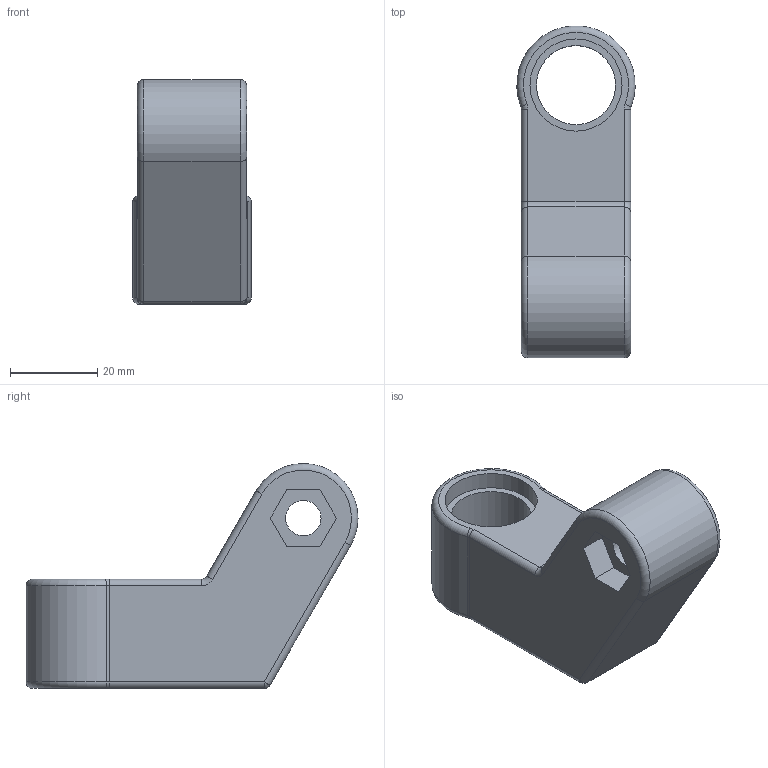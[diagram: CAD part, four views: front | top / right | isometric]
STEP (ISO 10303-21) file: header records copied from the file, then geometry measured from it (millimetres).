
FILE_DESCRIPTION((''),'2;1');
FILE_NAME('HUB TOP.ipt.step','2013-11-27T00:12:46',(''),(''),'Autodesk Inventor 2013','Autodesk Inventor 2013','');
FILE_SCHEMA(('AUTOMOTIVE_DESIGN { 1 0 10303 214 1 1 1 1 }'));
Length unit declared in the file: millimetre
Products named in the file (1): HUB TOP
Bounding box: 27.08 x 76 x 51.5 mm (x, y, z)
Volume: 45030.3 mm3; surface area: 10969.5 mm2
Topology: 1 solids, 1 shells, 45 faces, 102 edges, 61 vertices
Faces by surface type: cylinder 18, plane 14, torus 10, sphere 2, cone 1
Full cylindrical faces by diameter (mm): 8.1 x1, 18.1 x1, 21.1 x2
Entity records: 1240 total; most frequent: DIRECTION 236, CARTESIAN_POINT 198, ORIENTED_EDGE 188, AXIS2_PLACEMENT_3D 96, EDGE_CURVE 94, VERTEX_POINT 58, EDGE_LOOP 56, CIRCLE 50
